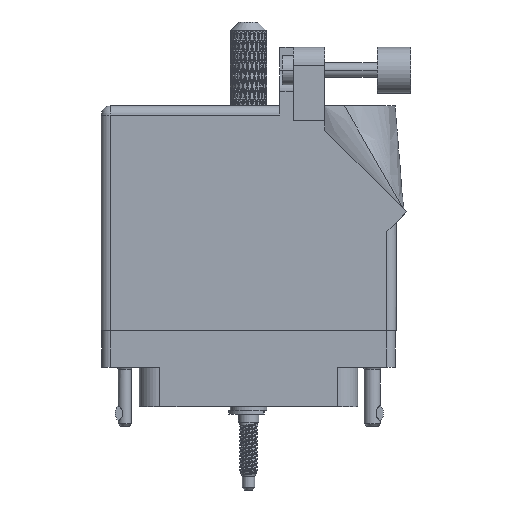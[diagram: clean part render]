
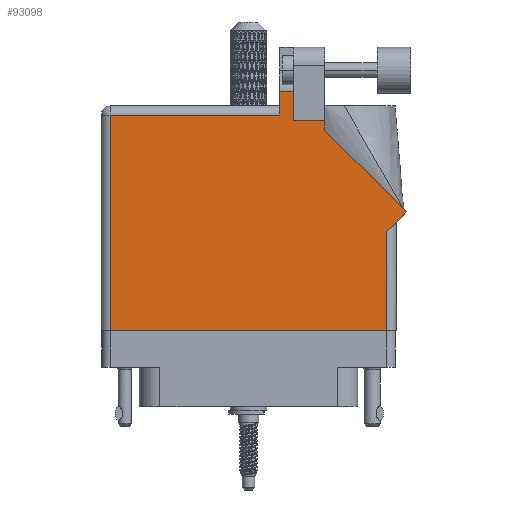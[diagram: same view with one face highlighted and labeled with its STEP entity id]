
A CAD part, front view. The second image highlights one B-rep face of the part: STEP entity #93098.
In plain terms, the highlighted face is planar.
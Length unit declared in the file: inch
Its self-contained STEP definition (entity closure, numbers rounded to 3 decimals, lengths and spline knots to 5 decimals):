
#3261 = CARTESIAN_POINT ( 'NONE',  ( 0.306, 1.33, 0.455 ) ) ;
#3570 = CARTESIAN_POINT ( 'NONE',  ( 0.306, 1.5315, 0.455 ) ) ;
#4243 = ORIENTED_EDGE ( 'NONE', *, *, #9700, .T. ) ;
#4263 = DIRECTION ( 'NONE',  ( -1., 0., 0. ) ) ;
#5418 = VECTOR ( 'NONE', #90817, 39.37008 ) ;
#7550 = LINE ( 'NONE', #111369, #99481 ) ;
#7679 = EDGE_CURVE ( 'NONE', #112579, #80290, #23568, .T. ) ;
#9700 = EDGE_CURVE ( 'NONE', #11212, #82127, #81778, .T. ) ;
#11212 = VERTEX_POINT ( 'NONE', #16185 ) ;
#11243 = CARTESIAN_POINT ( 'NONE',  ( 0.306, 1.33, 0.455 ) ) ;
#11929 = CARTESIAN_POINT ( 'NONE',  ( 0.943, -0.1, 0.455 ) ) ;
#12092 = CARTESIAN_POINT ( 'NONE',  ( 0.943, 0.575, 0.455 ) ) ;
#16185 = CARTESIAN_POINT ( 'NONE',  ( 1.07571, 0.70771, 0.455 ) ) ;
#17660 = VERTEX_POINT ( 'NONE', #90774 ) ;
#19005 = VECTOR ( 'NONE', #40148, 39.37008 ) ;
#20917 = VECTOR ( 'NONE', #82257, 39.37008 ) ;
#22047 = LINE ( 'NONE', #108357, #5418 ) ;
#22204 = EDGE_CURVE ( 'NONE', #82127, #17660, #75245, .T. ) ;
#22748 = VECTOR ( 'NONE', #34317, 39.37008 ) ;
#22770 = LINE ( 'NONE', #27638, #74296 ) ;
#23568 = LINE ( 'NONE', #80767, #114139 ) ;
#23740 = CARTESIAN_POINT ( 'NONE',  ( 1.005, 0.637, 0.455 ) ) ;
#24085 = EDGE_CURVE ( 'NONE', #107023, #83444, #22047, .T. ) ;
#27014 = LINE ( 'NONE', #23740, #50626 ) ;
#27638 = CARTESIAN_POINT ( 'NONE',  ( 0.212, 1.43, 0.455 ) ) ;
#32121 = CARTESIAN_POINT ( 'NONE',  ( -0.943, -0.1, 0.455 ) ) ;
#34317 = DIRECTION ( 'NONE',  ( -1., 0., 0. ) ) ;
#34447 = DIRECTION ( 'NONE',  ( -0.707, 0.707, 0. ) ) ;
#34856 = DIRECTION ( 'NONE',  ( 0., -1., 0. ) ) ;
#36844 = ORIENTED_EDGE ( 'NONE', *, *, #105887, .T. ) ;
#37739 = ORIENTED_EDGE ( 'NONE', *, *, #76489, .T. ) ;
#38519 = EDGE_CURVE ( 'NONE', #59064, #44362, #7550, .T. ) ;
#38949 = DIRECTION ( 'NONE',  ( 0., 1., 0. ) ) ;
#39304 = DIRECTION ( 'NONE',  ( 0., 1., 0. ) ) ;
#39973 = CARTESIAN_POINT ( 'NONE',  ( -1.005, 1.368, 0.455 ) ) ;
#40148 = DIRECTION ( 'NONE',  ( 1., 0., 0. ) ) ;
#40492 = ORIENTED_EDGE ( 'NONE', *, *, #93376, .T. ) ;
#40841 = LINE ( 'NONE', #52156, #22748 ) ;
#44362 = VERTEX_POINT ( 'NONE', #12092 ) ;
#46613 = DIRECTION ( 'NONE',  ( 0., -1., 0. ) ) ;
#50626 = VECTOR ( 'NONE', #51706, 39.37008 ) ;
#51706 = DIRECTION ( 'NONE',  ( 0.707, 0.707, 0. ) ) ;
#52156 = CARTESIAN_POINT ( 'NONE',  ( 0.519, 1.33, 0.455 ) ) ;
#53944 = VECTOR ( 'NONE', #38949, 39.37008 ) ;
#54051 = ORIENTED_EDGE ( 'NONE', *, *, #22204, .T. ) ;
#55674 = CARTESIAN_POINT ( 'NONE',  ( 0.212, 1.368, 0.455 ) ) ;
#56124 = PLANE ( 'NONE',  #63680 ) ;
#56517 = CARTESIAN_POINT ( 'NONE',  ( 0.519, 1.26442, 0.455 ) ) ;
#59064 = VERTEX_POINT ( 'NONE', #11929 ) ;
#63680 = AXIS2_PLACEMENT_3D ( 'NONE', #83046, #65873, #81887 ) ;
#64707 = CARTESIAN_POINT ( 'NONE',  ( 0.519, 1.26442, 0.455 ) ) ;
#64949 = ORIENTED_EDGE ( 'NONE', *, *, #7679, .T. ) ;
#65198 = ORIENTED_EDGE ( 'NONE', *, *, #38519, .T. ) ;
#65873 = DIRECTION ( 'NONE',  ( 0., 0., -1. ) ) ;
#67364 = FACE_OUTER_BOUND ( 'NONE', #102359, .T. ) ;
#68357 = EDGE_CURVE ( 'NONE', #17660, #74998, #40841, .T. ) ;
#68454 = CARTESIAN_POINT ( 'NONE',  ( 0.212, 1.5315, 0.455 ) ) ;
#69684 = ORIENTED_EDGE ( 'NONE', *, *, #24085, .T. ) ;
#73096 = VERTEX_POINT ( 'NONE', #55674 ) ;
#74296 = VECTOR ( 'NONE', #46613, 39.37008 ) ;
#74998 = VERTEX_POINT ( 'NONE', #11243 ) ;
#75245 = LINE ( 'NONE', #64707, #20917 ) ;
#76489 = EDGE_CURVE ( 'NONE', #80290, #59064, #87273, .T. ) ;
#77112 = ORIENTED_EDGE ( 'NONE', *, *, #115417, .T. ) ;
#79314 = EDGE_CURVE ( 'NONE', #74998, #107023, #80464, .T. ) ;
#80290 = VERTEX_POINT ( 'NONE', #32121 ) ;
#80464 = LINE ( 'NONE', #3261, #53944 ) ;
#80767 = CARTESIAN_POINT ( 'NONE',  ( -0.943, -0.1, 0.455 ) ) ;
#81778 = LINE ( 'NONE', #88547, #113893 ) ;
#81887 = DIRECTION ( 'NONE',  ( -1., 0., 0. ) ) ;
#82127 = VERTEX_POINT ( 'NONE', #56517 ) ;
#82257 = DIRECTION ( 'NONE',  ( 0., 1., 0. ) ) ;
#83046 = CARTESIAN_POINT ( 'NONE',  ( -1.005, 1.43, 0.455 ) ) ;
#83442 = ORIENTED_EDGE ( 'NONE', *, *, #79314, .T. ) ;
#83444 = VERTEX_POINT ( 'NONE', #68454 ) ;
#83902 = VECTOR ( 'NONE', #4263, 39.37008 ) ;
#87273 = LINE ( 'NONE', #93601, #19005 ) ;
#88547 = CARTESIAN_POINT ( 'NONE',  ( 1.07571, 0.70771, 0.455 ) ) ;
#89480 = LINE ( 'NONE', #39973, #83902 ) ;
#90774 = CARTESIAN_POINT ( 'NONE',  ( 0.519, 1.33, 0.455 ) ) ;
#90817 = DIRECTION ( 'NONE',  ( -1., 0., 0. ) ) ;
#93098 = ADVANCED_FACE ( 'NONE', ( #67364 ), #56124, .F. ) ;
#93376 = EDGE_CURVE ( 'NONE', #83444, #73096, #22770, .T. ) ;
#93601 = CARTESIAN_POINT ( 'NONE',  ( -1.005, -0.1, 0.455 ) ) ;
#99481 = VECTOR ( 'NONE', #39304, 39.37008 ) ;
#102359 = EDGE_LOOP ( 'NONE', ( #83442, #69684, #40492, #77112, #64949, #37739, #65198, #36844, #4243, #54051, #115448 ) ) ;
#105887 = EDGE_CURVE ( 'NONE', #44362, #11212, #27014, .T. ) ;
#107023 = VERTEX_POINT ( 'NONE', #3570 ) ;
#108357 = CARTESIAN_POINT ( 'NONE',  ( 0.63677, 1.5315, 0.455 ) ) ;
#110787 = CARTESIAN_POINT ( 'NONE',  ( -0.943, 1.368, 0.455 ) ) ;
#111369 = CARTESIAN_POINT ( 'NONE',  ( 0.943, 0.637, 0.455 ) ) ;
#112579 = VERTEX_POINT ( 'NONE', #110787 ) ;
#113893 = VECTOR ( 'NONE', #34447, 39.37008 ) ;
#114139 = VECTOR ( 'NONE', #34856, 39.37008 ) ;
#115417 = EDGE_CURVE ( 'NONE', #73096, #112579, #89480, .T. ) ;
#115448 = ORIENTED_EDGE ( 'NONE', *, *, #68357, .T. ) ;
